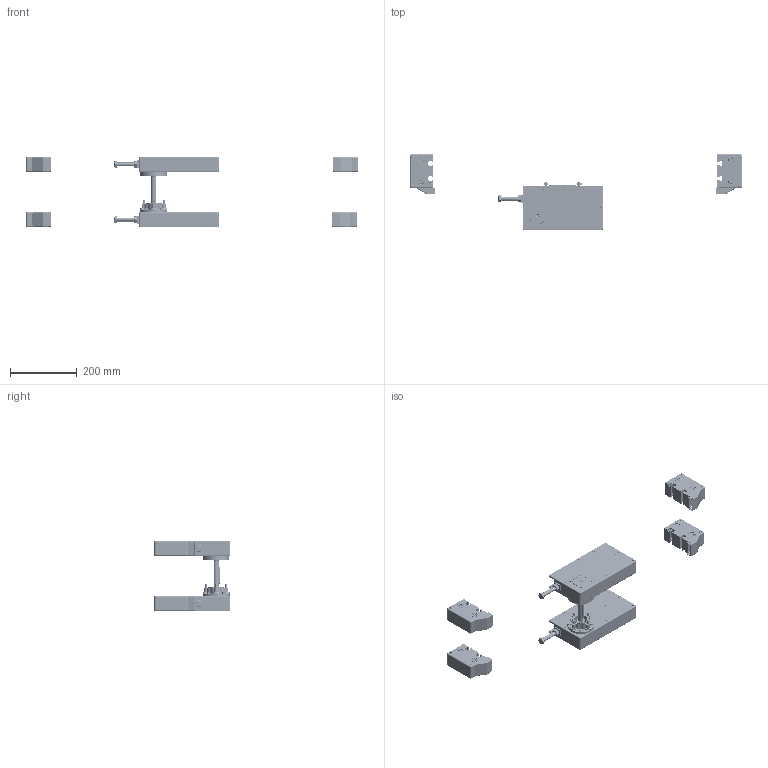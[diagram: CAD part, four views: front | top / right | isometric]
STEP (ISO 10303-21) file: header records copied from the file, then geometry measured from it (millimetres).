
FILE_DESCRIPTION(/* description */ ('ohne Motor'),/* implementation_level */ '2;1');
FILE_NAME(/* name */ 'leer-01_TSG Grundmodul 200.step',/* time_stamp */ '2024-03-04T12:59:17+01:00',/* author */ ('MuellerJ'),/* organization */ ('MiniTec GmbH & Co.KG'),/* preprocessor_version */ 'ST-DEVELOPER v19.2',/* originating_system */ 'Autodesk Inventor 2023',/* authorisation */ '');
FILE_SCHEMA (('CONFIG_CONTROL_DESIGN'));
Length unit declared in the file: millimetre
Products named in the file (45): leer; 43-1110-0FZ.001; leer_1; leer_2; leer_3; leer_4; 43-1200-1BG.004; leer_5; 43-1223-0FZ.001; leer_6; leer_7; leer_8; 43-1210-0FZ.001; 43-1210-0FZ.001_1; 43-1216-0FZ.000; 43-1224-0FZ.000; 43-1214-0FZ.001; 43-1226-0FZ.000; 43-1226-1FZ.000; 21-1351-0FZ.004; 43-1212-0FZ.000; 211528/0; leer_9; leer_10; leer_11; 43-1229-0FZ.000; 43-1228-0FZ.000; leer_12; leer_13; 43-1217-0FZ.003; 43-1218-0FZ.004; leer_14; leer_15; leer_16; 43-1221-0FZ.003; leer_17; leer_18; 43-1220-0FZ.001; MTW_1-00215609; 43-1101-1FZ.001 ...
Assembly tree (114 placements, depth 5):
  leer
    43-1110-0FZ.001  x4
    leer_1
      leer_2
      leer_3  x4
      leer_4  x4
    43-1200-1BG.004
      leer_5
        43-1223-0FZ.001
        leer_6
        leer_7
        leer_8  x4
      43-1210-0FZ.001
        43-1216-0FZ.000
        43-1224-0FZ.000
        43-1214-0FZ.001
        43-1226-0FZ.000
        43-1226-1FZ.000
        21-1351-0FZ.004  x2
        43-1212-0FZ.000
        211528/0
        leer_9
        leer_10
        leer_11
          leer_19  x2
          43-1229-0FZ.000
          43-1228-0FZ.000
          leer_12  x2
          leer_13  x2
          43-1217-0FZ.003
        43-1218-0FZ.004
        leer_14  x8
        leer_15  x7
      43-1210-0FZ.001_1
        43-1216-0FZ.000
        43-1224-0FZ.000
        43-1214-0FZ.001
        43-1226-0FZ.000
        43-1226-1FZ.000
        21-1351-0FZ.004  x2
        43-1212-0FZ.000
        211528/0
        leer_9
        leer_10
        leer_11
          leer_19  x2
          43-1229-0FZ.000
          43-1228-0FZ.000
          leer_12  x2
          leer_13  x2
          43-1217-0FZ.003
        43-1218-0FZ.004
        leer_14  x8
        leer_15  x7
      leer_16
        43-1221-0FZ.003
        leer_17  x2
        leer_18
        43-1220-0FZ.001
    MTW_1-00215609  x4
Bounding box: 994.89 x 229 x 210.2 mm (x, y, z)
Volume: 2388555.2 mm3; surface area: 1015559.7 mm2
Topology: 153 solids, 173 shells, 4685 faces, 12107 edges, 8051 vertices
Faces by surface type: plane 2221, cylinder 1145, torus 591, cone 442, sphere 168, bspline 118
Full cylindrical faces by diameter (mm): 1.7 x8, 2.5 x2, 3.5 x8, 4.134 x18, 4.917 x44, 5 x18, 5.459 x4, 5.5 x10, 6 x50, 6.6 x42, 6.8 x4, 8.5 x8, 8.7 x4, 9.43 x2, 10 x46, 10.106 x4, 11 x38, 11.34 x4, 11.5 x4, 12 x44, 13 x4, 15.6 x2, 16 x3, 16.63 x2, 16.65 x80, 16.95 x40, 17 x16, 22 x16, 23.48 x40, 24.4 x1
Entity records: 41479 total; most frequent: CARTESIAN_POINT 9571, DIRECTION 6576, ORIENTED_EDGE 6022, EDGE_CURVE 3011, AXIS2_PLACEMENT_3D 2538, VERTEX_POINT 1969, LINE 1500, VECTOR 1500
